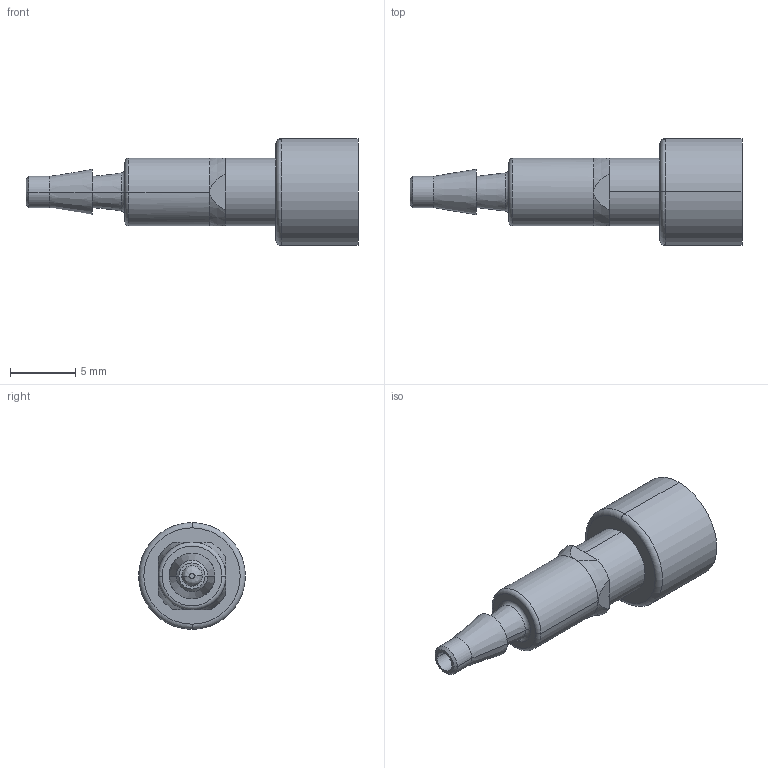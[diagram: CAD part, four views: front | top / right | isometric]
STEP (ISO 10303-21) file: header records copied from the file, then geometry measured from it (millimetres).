
FILE_DESCRIPTION((''),'2;1');
FILE_NAME('PCF-3_21','2017-06-17T',('tl.yang'),(''),'PRO/ENGINEER BY PARAMETRIC TECHNOLOGY CORPORATION, 2011500','PRO/ENGINEER BY PARAMETRIC TECHNOLOGY CORPORATION, 2011500','');
FILE_SCHEMA(('CONFIG_CONTROL_DESIGN'));
Length unit declared in the file: millimetre
Products named in the file (1): PCF-3_21
Bounding box: 25.5 x 8.2 x 8.2 mm (x, y, z)
Volume: 428.7 mm3; surface area: 732.9 mm2
Topology: 1 solids, 3 shells, 106 faces, 295 edges, 191 vertices
Faces by surface type: plane 38, cylinder 34, cone 22, torus 10, bspline 2
Entity records: 3651 total; most frequent: CARTESIAN_POINT 742, DIRECTION 659, ORIENTED_EDGE 590, EDGE_CURVE 295, AXIS2_PLACEMENT_3D 268, VERTEX_POINT 191, CIRCLE 164, VECTOR 123
